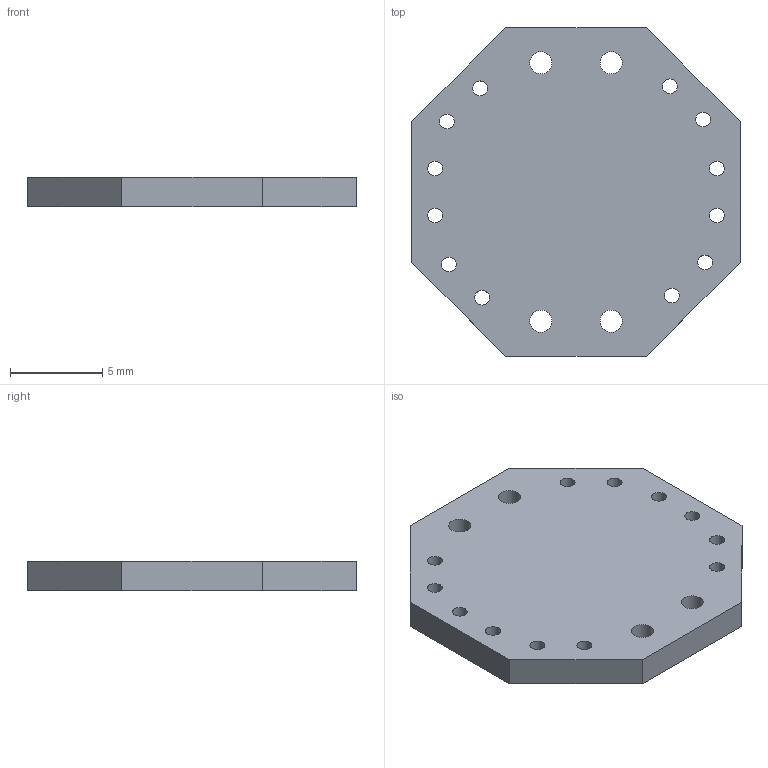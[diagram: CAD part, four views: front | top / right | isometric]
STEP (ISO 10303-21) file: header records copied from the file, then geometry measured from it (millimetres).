
FILE_DESCRIPTION(('KiCad electronic assembly'),'2;1');
FILE_NAME('ring_pcb.step','2021-11-24T22:40:45',('Pcbnew'),('Kicad'), 'Open CASCADE STEP processor 7.5','KiCad to STEP converter','Unknown' );
FILE_SCHEMA(('AUTOMOTIVE_DESIGN { 1 0 10303 214 1 1 1 1 }'));
Length unit declared in the file: millimetre
Products named in the file (2): ring_pcb 1; ring_pcb PCB
Assembly tree (1 placements, depth 2):
  ring_pcb 1
    ring_pcb PCB
Bounding box: 17.78 x 17.78 x 1.6 mm (x, y, z)
Volume: 406.3 mm3; surface area: 675 mm2
Topology: 1 solids, 1 shells, 26 faces, 72 edges, 48 vertices
Faces by surface type: cylinder 16, plane 10
Full cylindrical faces by diameter (mm): 0.8 x12, 1.199 x4
Entity records: 1895 total; most frequent: DIRECTION 304, CARTESIAN_POINT 292, LINE 152, VECTOR 152, ORIENTED_EDGE 144, PCURVE 144, DEFINITIONAL_REPRESENTATION 144, EDGE_CURVE 72
